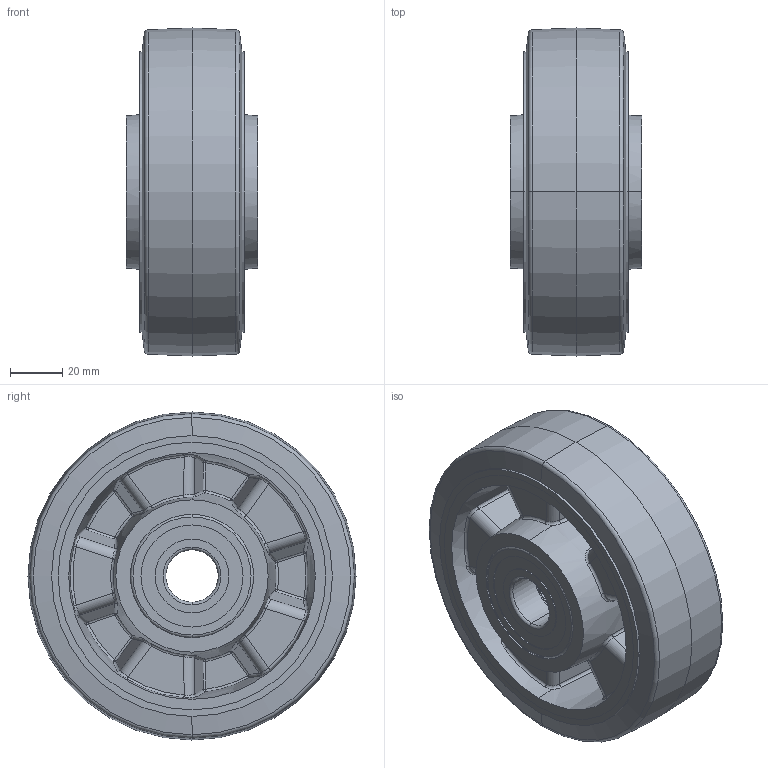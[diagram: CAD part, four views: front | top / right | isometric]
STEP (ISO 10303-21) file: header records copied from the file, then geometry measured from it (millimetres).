
FILE_DESCRIPTION (( 'STEP AP214' ), '1' );
FILE_NAME ('0031261_EGA-125-40-50-K20-EC.STEP', '2017-06-28T07:25:35', ( '' ), ( '' ), 'SwSTEP 2.0', 'SolidWorks 2016', '' );
FILE_SCHEMA (( 'AUTOMOTIVE_DESIGN' ));
Length unit declared in the file: millimetre
Products named in the file (1): 0031261_EGA-125-40-50-K20-EC
Bounding box: 50 x 125 x 125 mm (x, y, z)
Volume: 341515.8 mm3; surface area: 112589 mm2
Topology: 9 solids, 9 shells, 396 faces, 836 edges, 466 vertices
Faces by surface type: cylinder 98, bspline 80, torus 76, plane 66, sphere 60, cone 16
Entity records: 17920 total; most frequent: CARTESIAN_POINT 5295, DIRECTION 1816, ORIENTED_EDGE 1672, EDGE_CURVE 836, AXIS2_PLACEMENT_3D 831, CIRCLE 514, VERTEX_POINT 466, EDGE_LOOP 422
